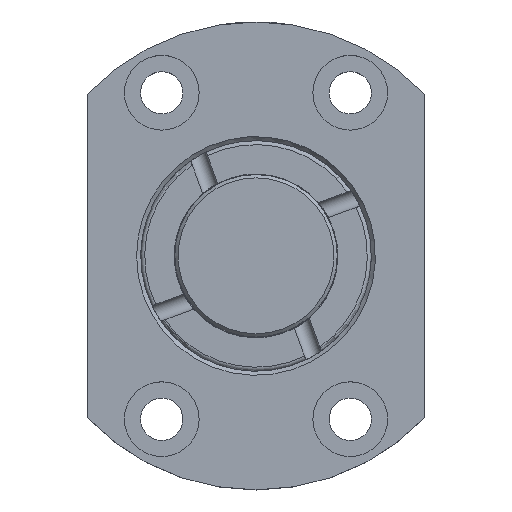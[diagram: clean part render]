
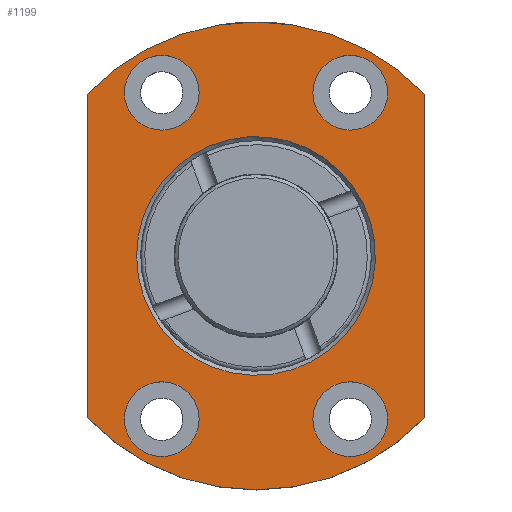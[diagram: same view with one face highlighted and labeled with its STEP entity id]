
A CAD part, top view. The second image highlights one B-rep face of the part: STEP entity #1199.
In plain terms, the highlighted planar face has unit normal (0, 0, 1).
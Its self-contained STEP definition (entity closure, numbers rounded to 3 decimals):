
#62=LINE('',#2184,#104);
#63=LINE('',#2185,#105);
#104=VECTOR('',#1620,1000.);
#105=VECTOR('',#1621,1000.);
#129=PLANE('',#1342);
#155=CIRCLE('',#1275,36.);
#192=CIRCLE('',#1340,36.);
#194=CIRCLE('',#1343,18.375);
#195=CIRCLE('',#1344,5.75);
#196=CIRCLE('',#1345,5.75);
#197=CIRCLE('',#1346,5.75);
#198=CIRCLE('',#1347,5.75);
#359=ORIENTED_EDGE('',*,*,#672,.T.);
#360=ORIENTED_EDGE('',*,*,#579,.F.);
#361=ORIENTED_EDGE('',*,*,#673,.T.);
#362=ORIENTED_EDGE('',*,*,#668,.F.);
#363=ORIENTED_EDGE('',*,*,#674,.T.);
#364=ORIENTED_EDGE('',*,*,#675,.T.);
#365=ORIENTED_EDGE('',*,*,#676,.T.);
#366=ORIENTED_EDGE('',*,*,#677,.T.);
#367=ORIENTED_EDGE('',*,*,#678,.T.);
#579=EDGE_CURVE('',#744,#745,#155,.T.);
#668=EDGE_CURVE('',#802,#803,#192,.T.);
#672=EDGE_CURVE('',#806,#806,#194,.T.);
#673=EDGE_CURVE('',#744,#803,#62,.T.);
#674=EDGE_CURVE('',#802,#745,#63,.T.);
#675=EDGE_CURVE('',#807,#807,#195,.T.);
#676=EDGE_CURVE('',#808,#808,#196,.T.);
#677=EDGE_CURVE('',#809,#809,#197,.T.);
#678=EDGE_CURVE('',#810,#810,#198,.T.);
#744=VERTEX_POINT('',#1856);
#745=VERTEX_POINT('',#1858);
#802=VERTEX_POINT('',#2174);
#803=VERTEX_POINT('',#2175);
#806=VERTEX_POINT('',#2183);
#807=VERTEX_POINT('',#2187);
#808=VERTEX_POINT('',#2189);
#809=VERTEX_POINT('',#2191);
#810=VERTEX_POINT('',#2193);
#921=EDGE_LOOP('',(#359));
#922=EDGE_LOOP('',(#360,#361,#362,#363));
#923=EDGE_LOOP('',(#364));
#924=EDGE_LOOP('',(#365));
#925=EDGE_LOOP('',(#366));
#926=EDGE_LOOP('',(#367));
#1043=FACE_BOUND('',#921,.T.);
#1044=FACE_BOUND('',#922,.T.);
#1045=FACE_BOUND('',#923,.T.);
#1046=FACE_BOUND('',#924,.T.);
#1047=FACE_BOUND('',#925,.T.);
#1048=FACE_BOUND('',#926,.T.);
#1199=ADVANCED_FACE('',(#1043,#1044,#1045,#1046,#1047,#1048),#129,.T.);
#1275=AXIS2_PLACEMENT_3D('',#1857,#1457,#1458);
#1340=AXIS2_PLACEMENT_3D('',#2173,#1610,#1611);
#1342=AXIS2_PLACEMENT_3D('',#2181,#1616,#1617);
#1343=AXIS2_PLACEMENT_3D('',#2182,#1618,#1619);
#1344=AXIS2_PLACEMENT_3D('',#2186,#1622,#1623);
#1345=AXIS2_PLACEMENT_3D('',#2188,#1624,#1625);
#1346=AXIS2_PLACEMENT_3D('',#2190,#1626,#1627);
#1347=AXIS2_PLACEMENT_3D('',#2192,#1628,#1629);
#1457=DIRECTION('',(0.,0.,-1.));
#1458=DIRECTION('',(-1.,0.,0.));
#1610=DIRECTION('',(0.,0.,-1.));
#1611=DIRECTION('',(-1.,0.,0.));
#1616=DIRECTION('',(0.,0.,1.));
#1617=DIRECTION('',(1.,0.,0.));
#1618=DIRECTION('',(0.,0.,-1.));
#1619=DIRECTION('',(-1.,0.,0.));
#1620=DIRECTION('',(0.,-1.,0.));
#1621=DIRECTION('',(0.,1.,0.));
#1622=DIRECTION('',(0.,0.,-1.));
#1623=DIRECTION('',(-1.,0.,0.));
#1624=DIRECTION('',(0.,0.,-1.));
#1625=DIRECTION('',(-1.,0.,0.));
#1626=DIRECTION('',(0.,0.,-1.));
#1627=DIRECTION('',(-1.,0.,0.));
#1628=DIRECTION('',(0.,0.,-1.));
#1629=DIRECTION('',(-1.,0.,0.));
#1856=CARTESIAN_POINT('',(-26.,24.9,80.));
#1857=CARTESIAN_POINT('',(0.,0.,80.));
#1858=CARTESIAN_POINT('',(26.,24.9,80.));
#2173=CARTESIAN_POINT('',(0.,0.,80.));
#2174=CARTESIAN_POINT('',(26.,-24.9,80.));
#2175=CARTESIAN_POINT('',(-26.,-24.9,80.));
#2181=CARTESIAN_POINT('',(0.,36.,80.));
#2182=CARTESIAN_POINT('',(0.,0.,80.));
#2183=CARTESIAN_POINT('',(-18.375,0.,80.));
#2184=CARTESIAN_POINT('',(-26.,41.,80.));
#2185=CARTESIAN_POINT('',(26.,-41.,80.));
#2186=CARTESIAN_POINT('',(-14.5,25.115,80.));
#2187=CARTESIAN_POINT('',(-20.25,25.115,80.));
#2188=CARTESIAN_POINT('',(-14.5,-25.115,80.));
#2189=CARTESIAN_POINT('',(-20.25,-25.115,80.));
#2190=CARTESIAN_POINT('',(14.5,-25.115,80.));
#2191=CARTESIAN_POINT('',(8.75,-25.115,80.));
#2192=CARTESIAN_POINT('',(14.5,25.115,80.));
#2193=CARTESIAN_POINT('',(8.75,25.115,80.));
